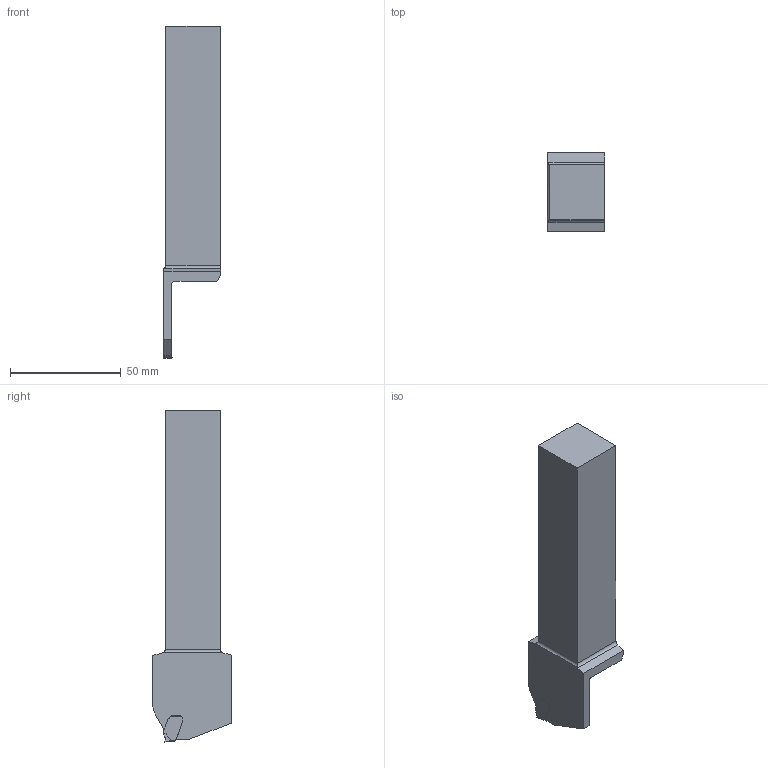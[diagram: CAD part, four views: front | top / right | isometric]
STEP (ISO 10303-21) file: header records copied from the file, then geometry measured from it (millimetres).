
FILE_DESCRIPTION(/* description */ (''),/* implementation_level */ '2;1');
FILE_NAME(/* name */ 'toolassembly_1.stp',/* time_stamp */ '2019-12-20T10:43:04+01:00',/* author */ (''),/* organization */ ('SMS'),/* preprocessor_version */ 'ST-DEVELOPER v16.7',/* originating_system */ 'SIEMENS PLM Software NX 12.0',/* authorisation */ '');
FILE_SCHEMA (('AUTOMOTIVE_DESIGN { 1 0 10303 214 3 1 1 1 }'));
Length unit declared in the file: millimetre
Products named in the file (4): ASSEMBLY_CONSTRUCTION; CUT_20191220104243; NOCUT_20191220104214; TOOLASSEMBLY_1
Assembly tree (3 placements, depth 2):
  TOOLASSEMBLY_1
    NOCUT_20191220104214
    CUT_20191220104243
    ASSEMBLY_CONSTRUCTION
Bounding box: 26.02 x 35.5 x 150 mm (x, y, z)
Volume: 76366.5 mm3; surface area: 15751.3 mm2
Topology: 2 solids, 2 shells, 71 faces, 200 edges, 140 vertices
Faces by surface type: plane 40, cylinder 23, extrusion 6, bspline 2
Entity records: 2994 total; most frequent: CARTESIAN_POINT 990, ORIENTED_EDGE 398, DIRECTION 373, EDGE_CURVE 199, VECTOR 135, VERTEX_POINT 132, LINE 129, AXIS2_PLACEMENT_3D 119
